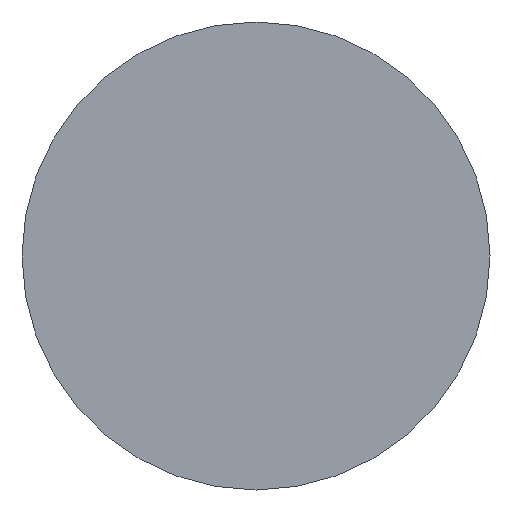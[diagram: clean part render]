
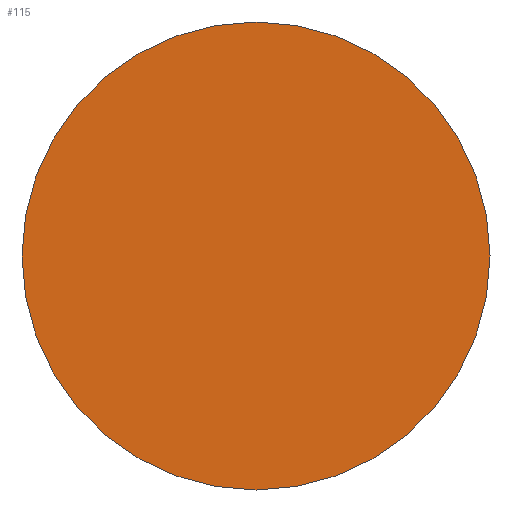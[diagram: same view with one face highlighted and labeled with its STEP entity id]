
A CAD part, front view. The second image highlights one B-rep face of the part: STEP entity #115.
In plain terms, the highlighted planar face has unit normal (0, -1, 0).
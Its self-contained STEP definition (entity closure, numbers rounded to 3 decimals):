
#19=PLANE('',#146);
#29=FACE_OUTER_BOUND('',#39,.T.);
#39=EDGE_LOOP('',(#104));
#56=CIRCLE('',#144,0.915);
#65=VERTEX_POINT('',#213);
#78=EDGE_CURVE('',#65,#65,#56,.T.);
#104=ORIENTED_EDGE('',*,*,#78,.F.);
#115=ADVANCED_FACE('',(#29),#19,.F.);
#144=AXIS2_PLACEMENT_3D('',#215,#181,#182);
#146=AXIS2_PLACEMENT_3D('',#217,#185,#186);
#181=DIRECTION('center_axis',(0.,1.,0.));
#182=DIRECTION('ref_axis',(1.,0.,0.));
#185=DIRECTION('center_axis',(0.,1.,0.));
#186=DIRECTION('ref_axis',(1.,0.,0.));
#213=CARTESIAN_POINT('',(-0.915,0.,0.));
#215=CARTESIAN_POINT('Origin',(0.,0.,0.));
#217=CARTESIAN_POINT('Origin',(0.,0.,0.));
